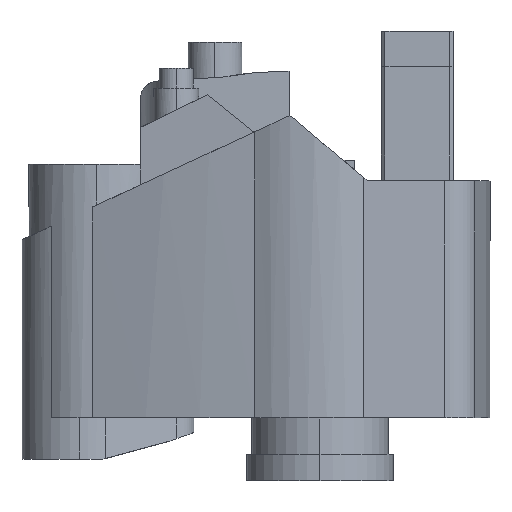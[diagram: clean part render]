
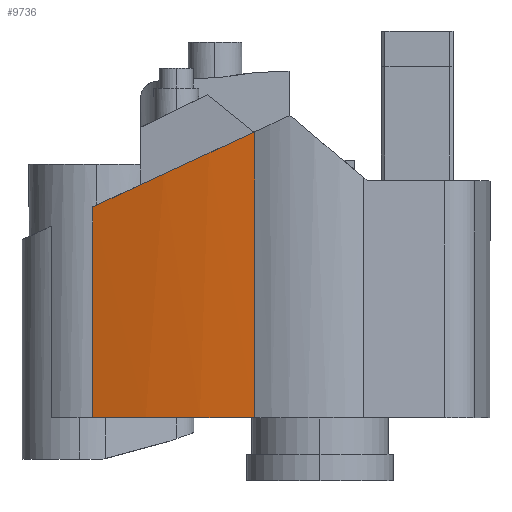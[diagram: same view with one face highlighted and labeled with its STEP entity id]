
A CAD part, top view. The second image highlights one B-rep face of the part: STEP entity #9736.
In plain terms, the highlighted cylindrical face has radius 653 mm (diameter 1306 mm), a partial arc.
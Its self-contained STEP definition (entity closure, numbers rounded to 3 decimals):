
#836 = EDGE_CURVE ( 'NONE', #2314, #19556, #8740, .T. ) ;
#1419 = DIRECTION ( 'NONE',  ( 0., -1., 0. ) ) ;
#1956 = CARTESIAN_POINT ( 'NONE',  ( -173.101, 83.5, 51.607 ) ) ;
#2223 = EDGE_LOOP ( 'NONE', ( #7601, #7557, #9317, #16131 ) ) ;
#2314 = VERTEX_POINT ( 'NONE', #23011 ) ;
#2729 = CIRCLE ( 'NONE', #19710, 653. ) ;
#2804 = CARTESIAN_POINT ( 'NONE',  ( -133.093, 178.974, 66.373 ) ) ;
#3159 = CARTESIAN_POINT ( 'NONE',  ( -173.101, 0., 51.607 ) ) ;
#3245 = CARTESIAN_POINT ( 'NONE',  ( -49.719, 167., 83.87 ) ) ;
#3787 = CYLINDRICAL_SURFACE ( 'NONE', #26376, 653. ) ;
#5021 = CARTESIAN_POINT ( 'NONE',  ( -173.101, 160.453, 51.607 ) ) ;
#5108 = VERTEX_POINT ( 'NONE', #28562 ) ;
#5633 = VERTEX_POINT ( 'NONE', #19771 ) ;
#6062 = DIRECTION ( 'NONE',  ( 0., 1., 0. ) ) ;
#7557 = ORIENTED_EDGE ( 'NONE', *, *, #836, .T. ) ;
#7601 = ORIENTED_EDGE ( 'NONE', *, *, #20608, .F. ) ;
#8740 = LINE ( 'NONE', #1956, #10692 ) ;
#8980 = EDGE_CURVE ( 'NONE', #5633, #5108, #14181, .T. ) ;
#9317 = ORIENTED_EDGE ( 'NONE', *, *, #19869, .T. ) ;
#9736 = ADVANCED_FACE ( 'NONE', ( #24190 ), #3787, .T. ) ;
#9886 = DIRECTION ( 'NONE',  ( 0., -1., 0. ) ) ;
#10582 = DIRECTION ( 'NONE',  ( 0., 0., -1. ) ) ;
#10692 = VECTOR ( 'NONE', #10961, 1000. ) ;
#10961 = DIRECTION ( 'NONE',  ( 0., -1., 0. ) ) ;
#14028 = CARTESIAN_POINT ( 'NONE',  ( -91.835, 198.075, 77.162 ) ) ;
#14181 = LINE ( 'NONE', #3245, #24954 ) ;
#16131 = ORIENTED_EDGE ( 'NONE', *, *, #8980, .F. ) ;
#17077 =( BOUNDED_CURVE ( )  B_SPLINE_CURVE ( 3, ( #5021, #2804, #14028, #21271 ),
 .UNSPECIFIED., .F., .T. ) 
 B_SPLINE_CURVE_WITH_KNOTS ( ( 4, 4 ),
 ( 1.217, 1.413 ),
 .UNSPECIFIED. ) 
 CURVE ( )  GEOMETRIC_REPRESENTATION_ITEM ( )  RATIONAL_B_SPLINE_CURVE ( ( 1., 0.997, 0.997, 1. ) ) 
 REPRESENTATION_ITEM ( '' )  );
#17582 = DIRECTION ( 'NONE',  ( 0., 0., -1. ) ) ;
#19520 = CARTESIAN_POINT ( 'NONE',  ( 53., 0., -561. ) ) ;
#19556 = VERTEX_POINT ( 'NONE', #3159 ) ;
#19710 = AXIS2_PLACEMENT_3D ( 'NONE', #19520, #6062, #17582 ) ;
#19771 = CARTESIAN_POINT ( 'NONE',  ( -49.719, 217.572, 83.87 ) ) ;
#19869 = EDGE_CURVE ( 'NONE', #19556, #5108, #2729, .T. ) ;
#20608 = EDGE_CURVE ( 'NONE', #2314, #5633, #17077, .T. ) ;
#21271 = CARTESIAN_POINT ( 'NONE',  ( -49.719, 217.572, 83.87 ) ) ;
#23011 = CARTESIAN_POINT ( 'NONE',  ( -173.101, 160.453, 51.607 ) ) ;
#24190 = FACE_OUTER_BOUND ( 'NONE', #2223, .T. ) ;
#24954 = VECTOR ( 'NONE', #9886, 1000. ) ;
#26376 = AXIS2_PLACEMENT_3D ( 'NONE', #28484, #1419, #10582 ) ;
#28484 = CARTESIAN_POINT ( 'NONE',  ( 53., 167., -561. ) ) ;
#28562 = CARTESIAN_POINT ( 'NONE',  ( -49.719, 0., 83.87 ) ) ;
